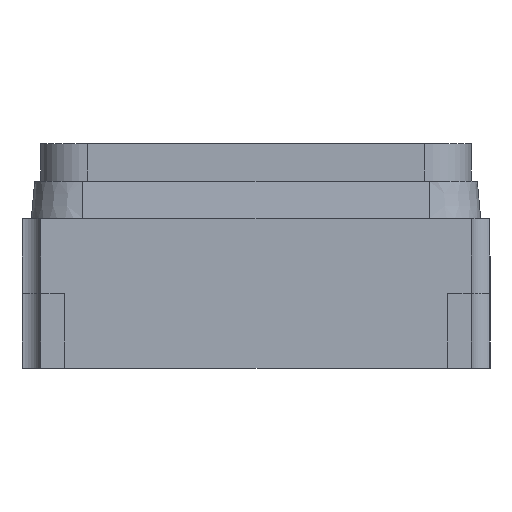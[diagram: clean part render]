
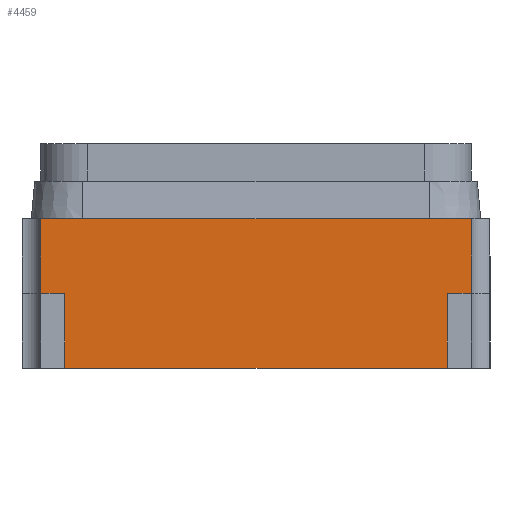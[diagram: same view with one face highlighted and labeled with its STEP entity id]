
A CAD part, left-side view. The second image highlights one B-rep face of the part: STEP entity #4459.
In plain terms, the highlighted planar face has unit normal (-1, 0, 0).
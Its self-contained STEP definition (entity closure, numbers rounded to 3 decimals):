
#482=ORIENTED_EDGE('',*,*,#1305,.F.);
#483=ORIENTED_EDGE('',*,*,#1406,.F.);
#484=ORIENTED_EDGE('',*,*,#1407,.F.);
#485=ORIENTED_EDGE('',*,*,#1408,.T.);
#486=ORIENTED_EDGE('',*,*,#1349,.T.);
#487=ORIENTED_EDGE('',*,*,#1359,.T.);
#488=ORIENTED_EDGE('',*,*,#1409,.T.);
#489=ORIENTED_EDGE('',*,*,#1315,.F.);
#1305=EDGE_CURVE('',#1796,#1797,#2126,.T.);
#1315=EDGE_CURVE('',#1797,#1803,#2134,.T.);
#1349=EDGE_CURVE('',#1828,#1827,#2161,.T.);
#1359=EDGE_CURVE('',#1827,#1835,#2168,.T.);
#1406=EDGE_CURVE('',#1865,#1796,#2205,.T.);
#1407=EDGE_CURVE('',#1866,#1865,#2206,.T.);
#1408=EDGE_CURVE('',#1866,#1828,#2207,.T.);
#1409=EDGE_CURVE('',#1835,#1803,#2208,.T.);
#1796=VERTEX_POINT('',#5879);
#1797=VERTEX_POINT('',#5881);
#1803=VERTEX_POINT('',#5899);
#1827=VERTEX_POINT('',#5969);
#1828=VERTEX_POINT('',#5971);
#1835=VERTEX_POINT('',#5989);
#1865=VERTEX_POINT('',#6085);
#1866=VERTEX_POINT('',#6087);
#2126=LINE('',#5880,#2449);
#2134=LINE('',#5900,#2457);
#2161=LINE('',#5970,#2484);
#2168=LINE('',#5990,#2491);
#2205=LINE('',#6084,#2528);
#2206=LINE('',#6086,#2529);
#2207=LINE('',#6088,#2530);
#2208=LINE('',#6089,#2531);
#2449=VECTOR('',#4988,1000.);
#2457=VECTOR('',#5006,1000.);
#2484=VECTOR('',#5071,1000.);
#2491=VECTOR('',#5088,1000.);
#2528=VECTOR('',#5181,1000.);
#2529=VECTOR('',#5182,1000.);
#2530=VECTOR('',#5183,1000.);
#2531=VECTOR('',#5184,1000.);
#2789=EDGE_LOOP('',(#482,#483,#484,#485,#486,#487,#488,#489));
#3002=FACE_BOUND('',#2789,.T.);
#3203=PLANE('',#4714);
#4459=ADVANCED_FACE('',(#3002),#3203,.F.);
#4714=AXIS2_PLACEMENT_3D('',#6083,#5179,#5180);
#4988=DIRECTION('',(0.,1.,0.));
#5006=DIRECTION('',(0.,0.,-1.));
#5071=DIRECTION('',(0.,-1.,0.));
#5088=DIRECTION('',(0.,0.,-1.));
#5179=DIRECTION('',(1.,0.,0.));
#5180=DIRECTION('',(0.,0.,-1.));
#5181=DIRECTION('',(0.,0.,-1.));
#5182=DIRECTION('',(0.,-1.,0.));
#5183=DIRECTION('',(0.,0.,-1.));
#5184=DIRECTION('',(0.,-1.,0.));
#5879=CARTESIAN_POINT('',(-1.6,-1.15,0.4));
#5880=CARTESIAN_POINT('',(-1.6,-1.15,0.4));
#5881=CARTESIAN_POINT('',(-1.6,-1.023,0.4));
#5899=CARTESIAN_POINT('',(-1.6,-1.023,0.));
#5900=CARTESIAN_POINT('',(-1.6,-1.023,0.4));
#5969=CARTESIAN_POINT('',(-1.6,1.023,0.4));
#5970=CARTESIAN_POINT('',(-1.6,1.15,0.4));
#5971=CARTESIAN_POINT('',(-1.6,1.15,0.4));
#5989=CARTESIAN_POINT('',(-1.6,1.023,0.));
#5990=CARTESIAN_POINT('',(-1.6,1.023,0.4));
#6083=CARTESIAN_POINT('',(-1.6,1.15,0.8));
#6084=CARTESIAN_POINT('',(-1.6,-1.15,0.8));
#6085=CARTESIAN_POINT('',(-1.6,-1.15,0.8));
#6086=CARTESIAN_POINT('',(-1.6,1.15,0.8));
#6087=CARTESIAN_POINT('',(-1.6,1.15,0.8));
#6088=CARTESIAN_POINT('',(-1.6,1.15,0.8));
#6089=CARTESIAN_POINT('',(-1.6,1.15,0.));
